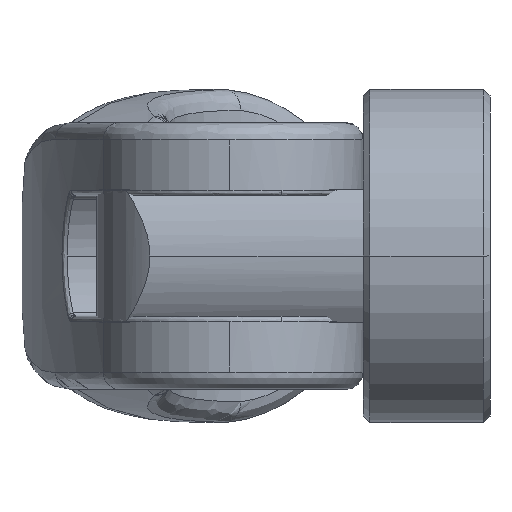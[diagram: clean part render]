
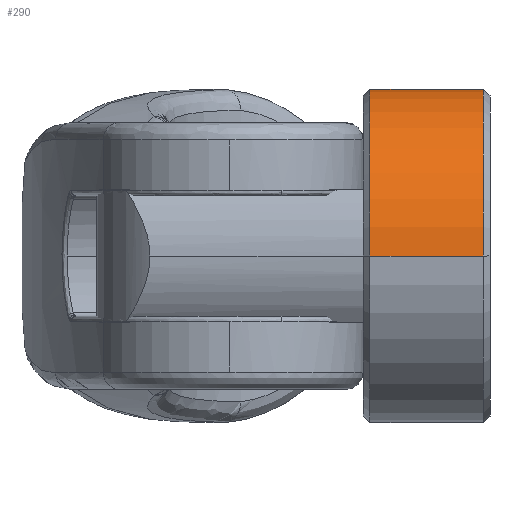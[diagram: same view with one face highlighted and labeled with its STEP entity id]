
A CAD part, left-side view. The second image highlights one B-rep face of the part: STEP entity #290.
In plain terms, the highlighted cylindrical face has radius 12.5 mm (diameter 25 mm), a partial arc.
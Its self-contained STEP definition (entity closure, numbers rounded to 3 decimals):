
#290=ADVANCED_FACE('',(#684),#685,.T.);
#684=FACE_OUTER_BOUND('',#1195,.T.);
#685=CYLINDRICAL_SURFACE('',#1196,12.5);
#1195=EDGE_LOOP('',(#12094,#12095,#12096,#12097));
#1196=AXIS2_PLACEMENT_3D('',#12098,#12099,#12100);
#12094=ORIENTED_EDGE('',*,*,#13030,.F.);
#12095=ORIENTED_EDGE('',*,*,#13031,.T.);
#12096=ORIENTED_EDGE('',*,*,#13032,.F.);
#12097=ORIENTED_EDGE('',*,*,#13033,.F.);
#12098=CARTESIAN_POINT('',(0.,4.75,0.0));
#12099=DIRECTION('',(0.0,1.0,-0.0));
#12100=DIRECTION('',(1.0,0.0,0.0));
#13030=EDGE_CURVE('',#13623,#13615,#13624,.T.);
#13031=EDGE_CURVE('',#13623,#13625,#13626,.T.);
#13032=EDGE_CURVE('',#13619,#13625,#13627,.T.);
#13033=EDGE_CURVE('',#13615,#13619,#13628,.T.);
#13615=VERTEX_POINT('',#14435);
#13619=VERTEX_POINT('',#14440);
#13623=VERTEX_POINT('',#14445);
#13624=LINE('',#14446,#14447);
#13625=VERTEX_POINT('',#14448);
#13626=CIRCLE('',#14449,12.5);
#13627=LINE('',#14450,#14451);
#13628=CIRCLE('',#14452,12.5);
#14435=CARTESIAN_POINT('',(12.5,0.5,0.0));
#14440=CARTESIAN_POINT('',(-12.5,0.5,0.));
#14445=CARTESIAN_POINT('',(12.5,9.,0.0));
#14446=CARTESIAN_POINT('',(12.5,4.75,0.));
#14447=VECTOR('',#18717,1.0);
#14448=CARTESIAN_POINT('',(-12.5,9.0,0.));
#14449=AXIS2_PLACEMENT_3D('',#18718,#18719,#18720);
#14450=CARTESIAN_POINT('',(-12.5,4.75,0.));
#14451=VECTOR('',#18721,1.0);
#14452=AXIS2_PLACEMENT_3D('',#18722,#18723,#18724);
#18717=DIRECTION('',(-0.0,-1.0,0.0));
#18718=CARTESIAN_POINT('',(0.,9.,0.0));
#18719=DIRECTION('',(0.0,-1.0,0.0));
#18720=DIRECTION('',(1.0,0.0,0.0));
#18721=DIRECTION('',(0.0,1.0,0.0));
#18722=CARTESIAN_POINT('',(0.,0.5,0.0));
#18723=DIRECTION('',(0.0,-1.0,0.0));
#18724=DIRECTION('',(1.0,0.0,0.0));
